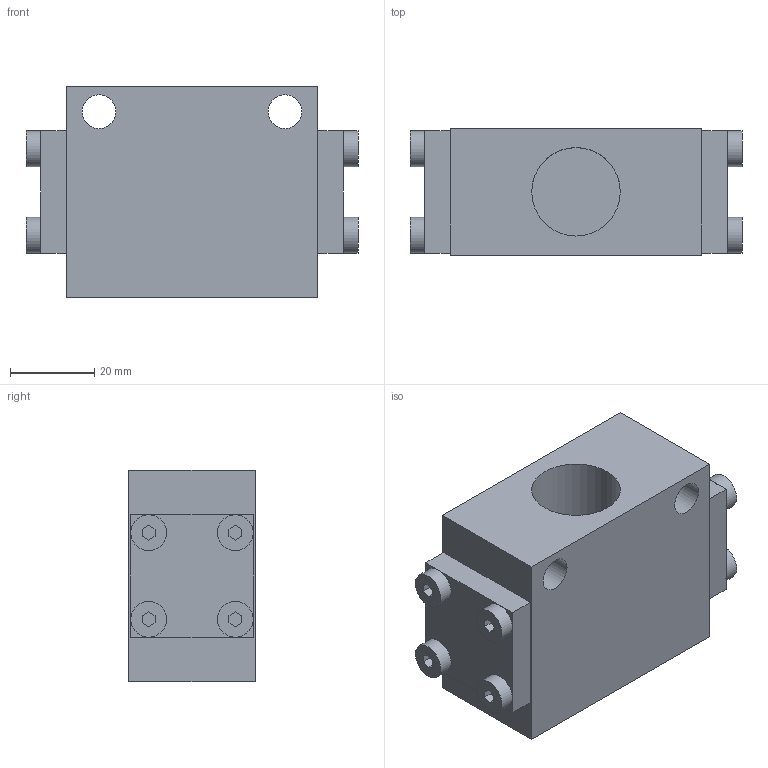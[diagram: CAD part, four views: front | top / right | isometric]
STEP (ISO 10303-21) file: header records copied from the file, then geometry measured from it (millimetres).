
FILE_DESCRIPTION( ( 'STEP AP214' ), '1' );
FILE_NAME( 'FLOW DIVIDER HAWE TQ 32 .stp', '2019-09-16T11:08:01', ( '' ), ( '' ), ' ', 'PARTsolutions', ' ' );
FILE_SCHEMA( ( 'AUTOMOTIVE_DESIGN { 1 0 10303 214 1 1 1 1 }' ) );
Length unit declared in the file: millimetre
Products named in the file (4): 235595103 HAWE TQ 32 A.; _HAWE TQ 32 A.; _HAWE Platte 7381 018/1; _HAWE M5x12 DIN6912
Assembly tree (11 placements, depth 2):
  235595103 HAWE TQ 32 A.
    _HAWE TQ 32 A.
    _HAWE Platte 7381 018/1  x2
    _HAWE M5x12 DIN6912  x8
Bounding box: 78.6 x 30 x 50 mm (x, y, z)
Volume: 76028 mm3; surface area: 28948.6 mm2
Topology: 11 solids, 11 shells, 163 faces, 326 edges, 220 vertices
Faces by surface type: plane 117, cylinder 44, cone 2
Full cylindrical faces by diameter (mm): 5 x16, 5.3 x8, 8 x2, 8.5 x8, 13.2 x1, 13.8 x2, 15.2 x2, 16.66 x2, 20.96 x1, 22 x2
Entity records: 2066 total; most frequent: DIRECTION 284, CARTESIAN_POINT 239, ORIENTED_EDGE 180, AXIS2_PLACEMENT_3D 121, EDGE_LOOP 116, EDGE_CURVE 90, FACE_OUTER_BOUND 84, VERTEX_POINT 76
